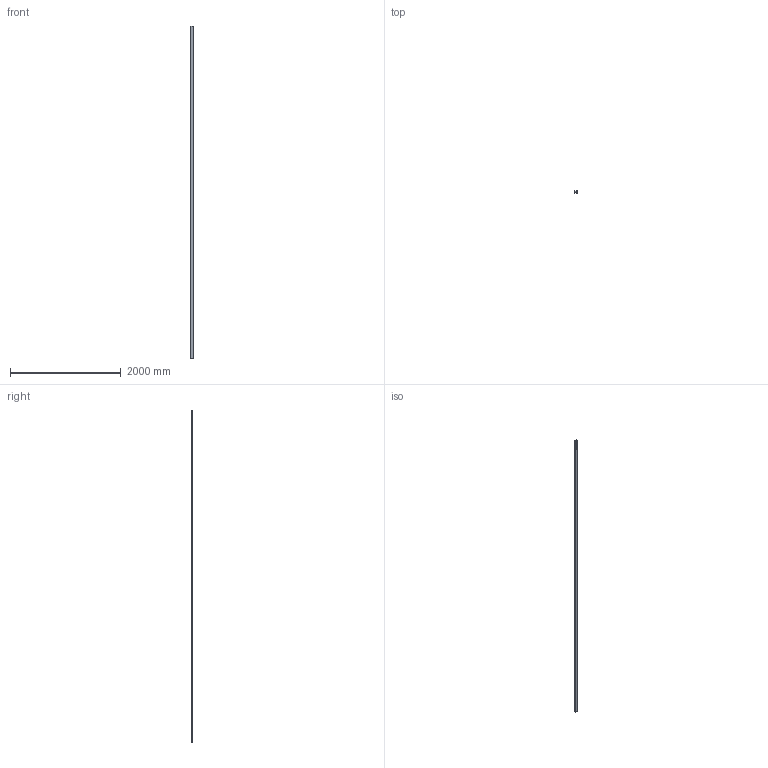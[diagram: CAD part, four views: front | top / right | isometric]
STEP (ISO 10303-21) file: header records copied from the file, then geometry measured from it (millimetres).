
FILE_DESCRIPTION (( 'STEP AP203' ), '1' );
FILE_NAME ('6997-6.step', '2021-12-22T10:32:33', ( '' ), ( '' ), 'SwSTEP 2.0', 'SolidWorks 2018', '' );
FILE_SCHEMA (( 'CONFIG_CONTROL_DESIGN' ));
Products named in the file (2): 6997-6
Bounding box: 60 x 30 x 6000 mm (x, y, z)
Volume: 2476024.8 mm3; surface area: 1985032.7 mm2
Topology: 1 solids, 1 shells, 3605 faces, 9548 edges, 7164 vertices
Faces by surface type: torus 2304, cylinder 1108, plane 109, bspline 84
Entity records: 258507 total; most frequent: CARTESIAN_POINT 180385, ORIENTED_EDGE 19096, DIRECTION 9650, EDGE_CURVE 9548, VERTEX_POINT 7164, B_SPLINE_CURVE_WITH_KNOTS 6972, EDGE_LOOP 4826, FACE_OUTER_BOUND 3605
